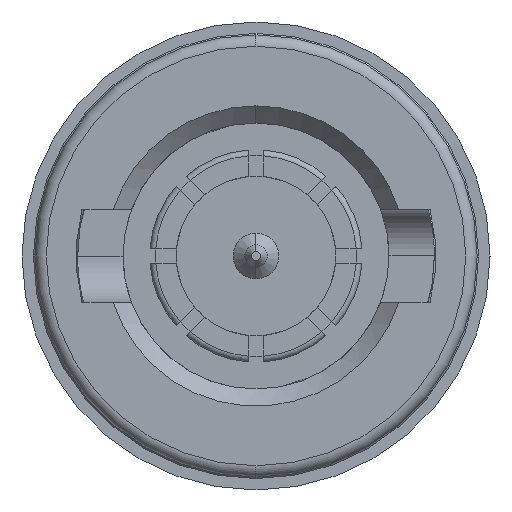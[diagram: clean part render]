
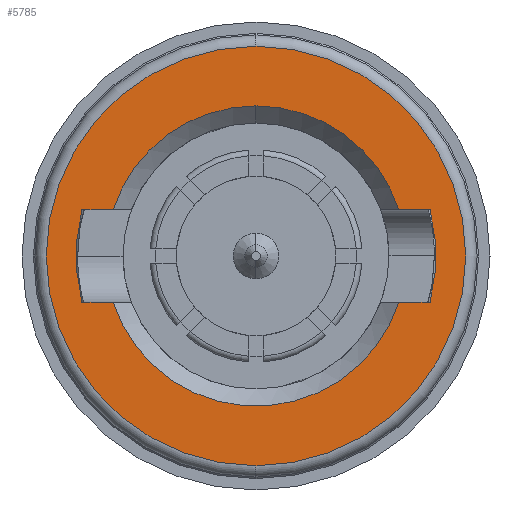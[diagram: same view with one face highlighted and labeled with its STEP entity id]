
A CAD part, left-side view. The second image highlights one B-rep face of the part: STEP entity #5785.
In plain terms, the highlighted planar face has unit normal (-1, 0, 0).
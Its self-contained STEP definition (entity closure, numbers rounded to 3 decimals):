
#144 = ORIENTED_EDGE ( 'NONE', *, *, #3082, .F. ) ;
#300 = AXIS2_PLACEMENT_3D ( 'NONE', #2569, #5368, #3544 ) ;
#358 = DIRECTION ( 'NONE',  ( 0., 0., -1. ) ) ;
#359 = CARTESIAN_POINT ( 'NONE',  ( 0., 0., 3.675 ) ) ;
#378 = AXIS2_PLACEMENT_3D ( 'NONE', #869, #5540, #5593 ) ;
#433 = VERTEX_POINT ( 'NONE', #5461 ) ;
#517 = DIRECTION ( 'NONE',  ( 1., 0., 0. ) ) ;
#541 = DIRECTION ( 'NONE',  ( 0., 0., -1. ) ) ;
#617 = CARTESIAN_POINT ( 'NONE',  ( 0., 0., 2.63 ) ) ;
#762 = CARTESIAN_POINT ( 'NONE',  ( 0., 2.33, 0. ) ) ;
#817 = CARTESIAN_POINT ( 'NONE',  ( 0., 3.05, 0.81 ) ) ;
#852 = CARTESIAN_POINT ( 'NONE',  ( 0., -2.502, -0.81 ) ) ;
#869 = CARTESIAN_POINT ( 'NONE',  ( 0., 0., 0. ) ) ;
#901 = DIRECTION ( 'NONE',  ( 0., 0., 1. ) ) ;
#907 = VERTEX_POINT ( 'NONE', #926 ) ;
#926 = CARTESIAN_POINT ( 'NONE',  ( 0., 2.502, 0.81 ) ) ;
#936 = VERTEX_POINT ( 'NONE', #5793 ) ;
#1074 = AXIS2_PLACEMENT_3D ( 'NONE', #5590, #517, #541 ) ;
#1108 = VERTEX_POINT ( 'NONE', #359 ) ;
#1142 = ORIENTED_EDGE ( 'NONE', *, *, #4094, .T. ) ;
#1147 = EDGE_CURVE ( 'NONE', #1891, #433, #1360, .T. ) ;
#1261 = VECTOR ( 'NONE', #3400, 1000. ) ;
#1289 = FACE_OUTER_BOUND ( 'NONE', #4707, .T. ) ;
#1335 = CARTESIAN_POINT ( 'NONE',  ( 0., -2.502, 0.81 ) ) ;
#1360 = CIRCLE ( 'NONE', #5524, 3.3 ) ;
#1394 = DIRECTION ( 'NONE',  ( -1., 0., 0. ) ) ;
#1508 = VERTEX_POINT ( 'NONE', #4054 ) ;
#1518 = VERTEX_POINT ( 'NONE', #1335 ) ;
#1544 = LINE ( 'NONE', #5640, #4158 ) ;
#1593 = CARTESIAN_POINT ( 'NONE',  ( 0., -3.05, -0.81 ) ) ;
#1627 = AXIS2_PLACEMENT_3D ( 'NONE', #762, #2698, #358 ) ;
#1733 = CARTESIAN_POINT ( 'NONE',  ( 0., -0.149, 0. ) ) ;
#1785 = CARTESIAN_POINT ( 'NONE',  ( 0., 0., 0. ) ) ;
#1805 = CARTESIAN_POINT ( 'NONE',  ( 0., 0.149, 0. ) ) ;
#1891 = VERTEX_POINT ( 'NONE', #817 ) ;
#1973 = EDGE_LOOP ( 'NONE', ( #3988, #3412, #4831, #144, #2274, #3379, #3635, #5615, #4270 ) ) ;
#1978 = DIRECTION ( 'NONE',  ( 0., -1., 0. ) ) ;
#2003 = VERTEX_POINT ( 'NONE', #1593 ) ;
#2062 = LINE ( 'NONE', #2915, #1261 ) ;
#2125 = PLANE ( 'NONE',  #1627 ) ;
#2224 = CIRCLE ( 'NONE', #4844, 3.675 ) ;
#2274 = ORIENTED_EDGE ( 'NONE', *, *, #4540, .F. ) ;
#2381 = EDGE_CURVE ( 'NONE', #936, #1518, #1544, .T. ) ;
#2394 = CARTESIAN_POINT ( 'NONE',  ( 0., 0., 0. ) ) ;
#2416 = VECTOR ( 'NONE', #1978, 1000. ) ;
#2527 = AXIS2_PLACEMENT_3D ( 'NONE', #2394, #2960, #4212 ) ;
#2531 = ORIENTED_EDGE ( 'NONE', *, *, #2642, .T. ) ;
#2569 = CARTESIAN_POINT ( 'NONE',  ( 0., 0., 0. ) ) ;
#2642 = EDGE_CURVE ( 'NONE', #1108, #1508, #2224, .T. ) ;
#2698 = DIRECTION ( 'NONE',  ( 1., 0., 0. ) ) ;
#2806 = CIRCLE ( 'NONE', #378, 3.675 ) ;
#2852 = CARTESIAN_POINT ( 'NONE',  ( 0., 3.05, 0.81 ) ) ;
#2915 = CARTESIAN_POINT ( 'NONE',  ( 0., 3.05, -0.81 ) ) ;
#2960 = DIRECTION ( 'NONE',  ( 1., 0., 0. ) ) ;
#3082 = EDGE_CURVE ( 'NONE', #2003, #936, #3596, .T. ) ;
#3101 = DIRECTION ( 'NONE',  ( 0., 0., -1. ) ) ;
#3115 = VECTOR ( 'NONE', #3273, 1000. ) ;
#3135 = CARTESIAN_POINT ( 'NONE',  ( 0., 2.502, -0.81 ) ) ;
#3163 = FACE_BOUND ( 'NONE', #1973, .T. ) ;
#3273 = DIRECTION ( 'NONE',  ( 0., 1., 0. ) ) ;
#3379 = ORIENTED_EDGE ( 'NONE', *, *, #4558, .T. ) ;
#3400 = DIRECTION ( 'NONE',  ( 0., -1., 0. ) ) ;
#3412 = ORIENTED_EDGE ( 'NONE', *, *, #5139, .T. ) ;
#3505 = EDGE_CURVE ( 'NONE', #433, #5797, #2062, .T. ) ;
#3544 = DIRECTION ( 'NONE',  ( 0., 0., -1. ) ) ;
#3596 = CIRCLE ( 'NONE', #3772, 3.3 ) ;
#3635 = ORIENTED_EDGE ( 'NONE', *, *, #3505, .F. ) ;
#3656 = DIRECTION ( 'NONE',  ( -1., 0., 0. ) ) ;
#3680 = CIRCLE ( 'NONE', #1074, 2.63 ) ;
#3746 = LINE ( 'NONE', #2852, #3115 ) ;
#3772 = AXIS2_PLACEMENT_3D ( 'NONE', #1805, #3656, #901 ) ;
#3988 = ORIENTED_EDGE ( 'NONE', *, *, #4618, .T. ) ;
#4054 = CARTESIAN_POINT ( 'NONE',  ( 0., 0., -3.675 ) ) ;
#4060 = DIRECTION ( 'NONE',  ( -1., 0., 0. ) ) ;
#4094 = EDGE_CURVE ( 'NONE', #1508, #1108, #2806, .T. ) ;
#4158 = VECTOR ( 'NONE', #5699, 1000. ) ;
#4166 = CIRCLE ( 'NONE', #300, 2.63 ) ;
#4205 = VERTEX_POINT ( 'NONE', #617 ) ;
#4212 = DIRECTION ( 'NONE',  ( 0., 0., -1. ) ) ;
#4270 = ORIENTED_EDGE ( 'NONE', *, *, #4791, .F. ) ;
#4340 = CARTESIAN_POINT ( 'NONE',  ( 0., 3.05, -0.81 ) ) ;
#4540 = EDGE_CURVE ( 'NONE', #5721, #2003, #4702, .T. ) ;
#4558 = EDGE_CURVE ( 'NONE', #5721, #5797, #3680, .T. ) ;
#4618 = EDGE_CURVE ( 'NONE', #907, #4205, #5821, .T. ) ;
#4702 = LINE ( 'NONE', #4340, #2416 ) ;
#4707 = EDGE_LOOP ( 'NONE', ( #1142, #2531 ) ) ;
#4791 = EDGE_CURVE ( 'NONE', #907, #1891, #3746, .T. ) ;
#4831 = ORIENTED_EDGE ( 'NONE', *, *, #2381, .F. ) ;
#4844 = AXIS2_PLACEMENT_3D ( 'NONE', #1785, #1394, #5576 ) ;
#5139 = EDGE_CURVE ( 'NONE', #4205, #1518, #4166, .T. ) ;
#5368 = DIRECTION ( 'NONE',  ( 1., 0., 0. ) ) ;
#5461 = CARTESIAN_POINT ( 'NONE',  ( 0., 3.05, -0.81 ) ) ;
#5524 = AXIS2_PLACEMENT_3D ( 'NONE', #1733, #4060, #3101 ) ;
#5540 = DIRECTION ( 'NONE',  ( -1., 0., 0. ) ) ;
#5576 = DIRECTION ( 'NONE',  ( 0., 0., -1. ) ) ;
#5590 = CARTESIAN_POINT ( 'NONE',  ( 0., 0., 0. ) ) ;
#5593 = DIRECTION ( 'NONE',  ( 0., 0., -1. ) ) ;
#5615 = ORIENTED_EDGE ( 'NONE', *, *, #1147, .F. ) ;
#5640 = CARTESIAN_POINT ( 'NONE',  ( 0., 3.05, 0.81 ) ) ;
#5699 = DIRECTION ( 'NONE',  ( 0., 1., 0. ) ) ;
#5721 = VERTEX_POINT ( 'NONE', #852 ) ;
#5785 = ADVANCED_FACE ( 'NONE', ( #3163, #1289 ), #2125, .F. ) ;
#5793 = CARTESIAN_POINT ( 'NONE',  ( 0., -3.05, 0.81 ) ) ;
#5797 = VERTEX_POINT ( 'NONE', #3135 ) ;
#5821 = CIRCLE ( 'NONE', #2527, 2.63 ) ;
